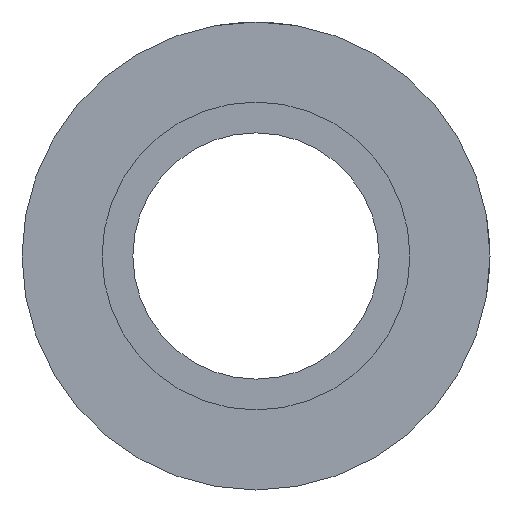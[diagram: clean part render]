
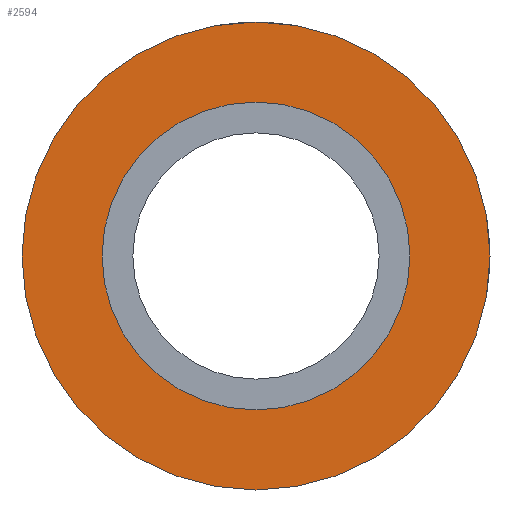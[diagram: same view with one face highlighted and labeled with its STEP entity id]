
A CAD part, front view. The second image highlights one B-rep face of the part: STEP entity #2594.
In plain terms, the highlighted planar face has unit normal (0, -1, 0).
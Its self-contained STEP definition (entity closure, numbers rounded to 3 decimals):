
#87 = CARTESIAN_POINT ( 'NONE',  ( 0.041, -18.944, 101. ) ) ;
#309 = FACE_OUTER_BOUND ( 'NONE', #2506, .T. ) ;
#316 = CARTESIAN_POINT ( 'NONE',  ( 0.041, -18.944, 114. ) ) ;
#397 = DIRECTION ( 'NONE',  ( 0., 0., -1. ) ) ;
#543 = EDGE_CURVE ( 'NONE', #2161, #2613, #1721, .T. ) ;
#549 = AXIS2_PLACEMENT_3D ( 'NONE', #3395, #2193, #3084 ) ;
#616 = CARTESIAN_POINT ( 'NONE',  ( 0.041, -18.944, 76. ) ) ;
#692 = EDGE_CURVE ( 'NONE', #1462, #2756, #2748, .T. ) ;
#722 = DIRECTION ( 'NONE',  ( 0., 0., -1. ) ) ;
#968 = DIRECTION ( 'NONE',  ( 0., 0., -1. ) ) ;
#1017 = CARTESIAN_POINT ( 'NONE',  ( 0.041, -18.944, 76. ) ) ;
#1048 = DIRECTION ( 'NONE',  ( 0., -1., 0. ) ) ;
#1239 = DIRECTION ( 'NONE',  ( 0., 0., -1. ) ) ;
#1381 = AXIS2_PLACEMENT_3D ( 'NONE', #3300, #3674, #722 ) ;
#1383 = CIRCLE ( 'NONE', #3503, 38. ) ;
#1462 = VERTEX_POINT ( 'NONE', #87 ) ;
#1529 = CARTESIAN_POINT ( 'NONE',  ( 0.041, -18.944, 38. ) ) ;
#1558 = AXIS2_PLACEMENT_3D ( 'NONE', #616, #3233, #1239 ) ;
#1721 = CIRCLE ( 'NONE', #549, 38. ) ;
#2020 = ORIENTED_EDGE ( 'NONE', *, *, #3167, .T. ) ;
#2161 = VERTEX_POINT ( 'NONE', #316 ) ;
#2172 = ORIENTED_EDGE ( 'NONE', *, *, #692, .F. ) ;
#2193 = DIRECTION ( 'NONE',  ( 0., -1., 0. ) ) ;
#2350 = PLANE ( 'NONE',  #1558 ) ;
#2372 = FACE_BOUND ( 'NONE', #2426, .T. ) ;
#2426 = EDGE_LOOP ( 'NONE', ( #3111, #2172 ) ) ;
#2465 = CARTESIAN_POINT ( 'NONE',  ( 0.041, -18.944, 51. ) ) ;
#2506 = EDGE_LOOP ( 'NONE', ( #2020, #2930 ) ) ;
#2594 = ADVANCED_FACE ( 'NONE', ( #2372, #309 ), #2350, .T. ) ;
#2613 = VERTEX_POINT ( 'NONE', #1529 ) ;
#2748 = CIRCLE ( 'NONE', #3593, 25. ) ;
#2756 = VERTEX_POINT ( 'NONE', #2465 ) ;
#2930 = ORIENTED_EDGE ( 'NONE', *, *, #543, .T. ) ;
#2938 = DIRECTION ( 'NONE',  ( 0., -1., 0. ) ) ;
#3084 = DIRECTION ( 'NONE',  ( 0., 0., -1. ) ) ;
#3111 = ORIENTED_EDGE ( 'NONE', *, *, #3263, .F. ) ;
#3167 = EDGE_CURVE ( 'NONE', #2613, #2161, #1383, .T. ) ;
#3233 = DIRECTION ( 'NONE',  ( 0., -1., 0. ) ) ;
#3263 = EDGE_CURVE ( 'NONE', #2756, #1462, #3628, .T. ) ;
#3300 = CARTESIAN_POINT ( 'NONE',  ( 0.041, -18.944, 76. ) ) ;
#3395 = CARTESIAN_POINT ( 'NONE',  ( 0.041, -18.944, 76. ) ) ;
#3503 = AXIS2_PLACEMENT_3D ( 'NONE', #1017, #1048, #397 ) ;
#3566 = CARTESIAN_POINT ( 'NONE',  ( 0.041, -18.944, 76. ) ) ;
#3593 = AXIS2_PLACEMENT_3D ( 'NONE', #3566, #2938, #968 ) ;
#3628 = CIRCLE ( 'NONE', #1381, 25. ) ;
#3674 = DIRECTION ( 'NONE',  ( 0., -1., 0. ) ) ;
